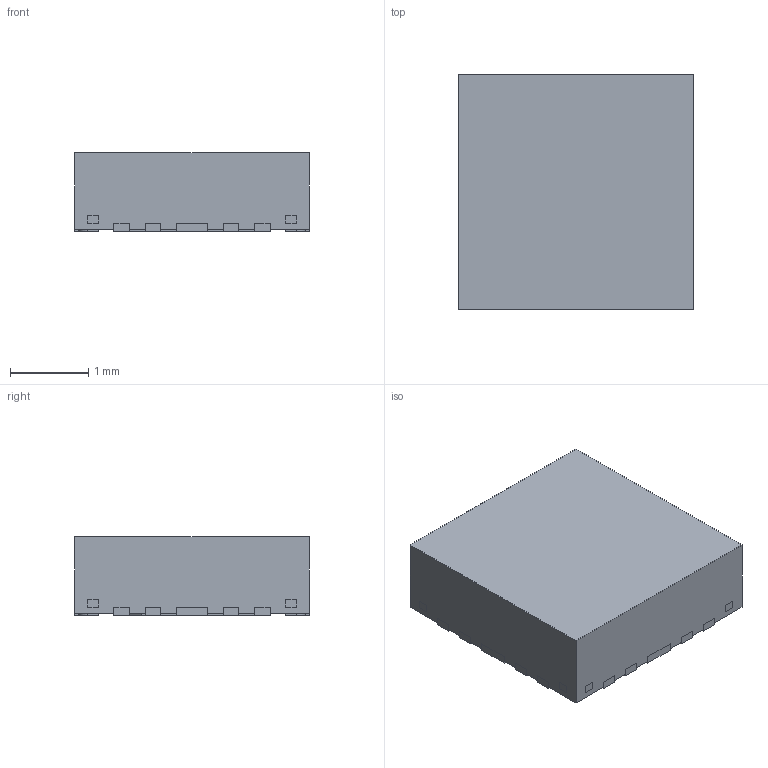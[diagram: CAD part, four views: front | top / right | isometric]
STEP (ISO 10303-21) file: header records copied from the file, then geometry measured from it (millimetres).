
FILE_DESCRIPTION((''),'2;1');
FILE_NAME('RLL0024A_ASM','2020-12-03T07:56:36',('a0412086'),(''),'CREO PARAMETRIC BY PTC INC, 2018500','CREO PARAMETRIC BY PTC INC, 2018500','');
FILE_SCHEMA(('CONFIG_CONTROL_DESIGN','SHAPE_APPEARANCE_LAYERS_GROUPS'));
Length unit declared in the file: millimetre
Products named in the file (3): FRAME; MOLD; RLL0024A_ASM
Assembly tree (2 placements, depth 2):
  RLL0024A_ASM
    FRAME
    MOLD
Bounding box: 3 x 3 x 1 mm (x, y, z)
Volume: 8.9 mm3; surface area: 45.3 mm2
Topology: 26 solids, 26 shells, 355 faces, 886 edges, 580 vertices
Faces by surface type: plane 339, cylinder 16
Entity records: 13484 total; most frequent: CARTESIAN_POINT 1826, ORIENTED_EDGE 1772, DIRECTION 1638, PRESENTATION_STYLE_ASSIGNMENT 940, STYLED_ITEM 912, CURVE_STYLE 886, EDGE_CURVE 886, VECTOR 854
